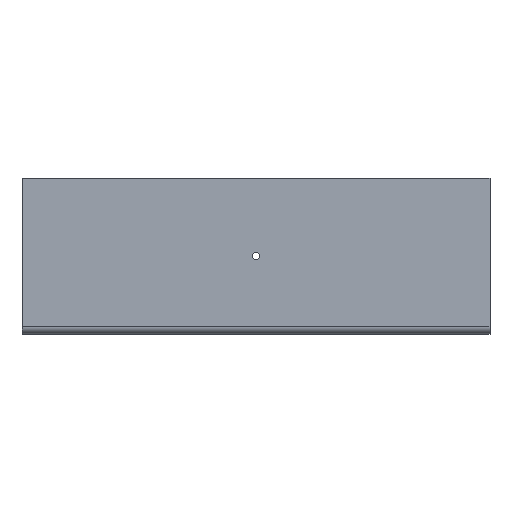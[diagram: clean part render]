
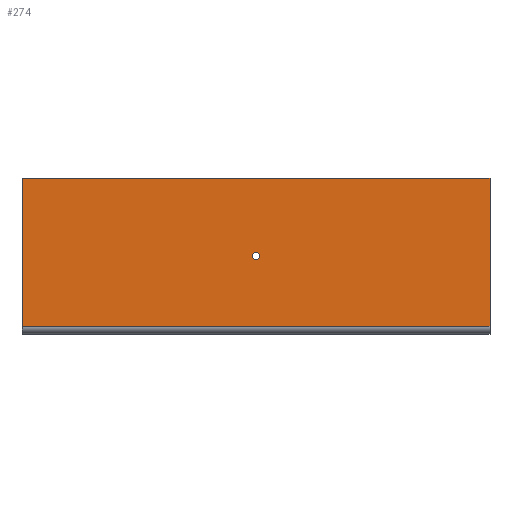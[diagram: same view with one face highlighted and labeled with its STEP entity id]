
A CAD part, left-side view. The second image highlights one B-rep face of the part: STEP entity #274.
In plain terms, the highlighted planar face has unit normal (-1, 0, 0).
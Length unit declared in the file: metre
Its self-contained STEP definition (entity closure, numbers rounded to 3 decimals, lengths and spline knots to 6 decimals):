
#25=CIRCLE('',#305,0.0025);
#47=ORIENTED_EDGE('',*,*,#113,.T.);
#48=ORIENTED_EDGE('',*,*,#110,.F.);
#49=ORIENTED_EDGE('',*,*,#112,.F.);
#50=ORIENTED_EDGE('',*,*,#106,.T.);
#51=ORIENTED_EDGE('',*,*,#114,.T.);
#106=EDGE_CURVE('',#138,#140,#162,.T.);
#110=EDGE_CURVE('',#144,#142,#166,.T.);
#112=EDGE_CURVE('',#138,#144,#168,.T.);
#113=EDGE_CURVE('',#145,#145,#25,.F.);
#114=EDGE_CURVE('',#140,#142,#169,.T.);
#138=VERTEX_POINT('',#412);
#140=VERTEX_POINT('',#416);
#142=VERTEX_POINT('',#421);
#144=VERTEX_POINT('',#425);
#145=VERTEX_POINT('',#432);
#162=LINE('',#417,#186);
#166=LINE('',#426,#190);
#168=LINE('',#429,#192);
#169=LINE('',#433,#193);
#186=VECTOR('',#335,1.);
#190=VECTOR('',#341,1.);
#192=VECTOR('',#345,1.);
#193=VECTOR('',#350,1.);
#210=EDGE_LOOP('',(#47));
#211=EDGE_LOOP('',(#48,#49,#50,#51));
#236=FACE_BOUND('',#210,.T.);
#237=FACE_BOUND('',#211,.T.);
#262=PLANE('',#304);
#274=ADVANCED_FACE('',(#236,#237),#262,.T.);
#304=AXIS2_PLACEMENT_3D('',#430,#346,#347);
#305=AXIS2_PLACEMENT_3D('',#431,#348,#349);
#335=DIRECTION('',(0.,0.,-1.));
#341=DIRECTION('',(0.,0.,-1.));
#345=DIRECTION('',(0.,-1.,0.));
#346=DIRECTION('',(-1.,0.,0.));
#347=DIRECTION('',(0.,0.,1.));
#348=DIRECTION('',(-1.,0.,0.));
#349=DIRECTION('',(0.,0.,1.));
#350=DIRECTION('',(0.,-1.,0.));
#412=CARTESIAN_POINT('',(0.,0.,0.1));
#416=CARTESIAN_POINT('',(0.,0.,0.005));
#417=CARTESIAN_POINT('',(0.,0.,0.05));
#421=CARTESIAN_POINT('',(0.,-0.3,0.005));
#425=CARTESIAN_POINT('',(0.,-0.3,0.1));
#426=CARTESIAN_POINT('',(0.,-0.3,0.05));
#429=CARTESIAN_POINT('',(0.,0.,0.1));
#430=CARTESIAN_POINT('',(0.,0.,0.05));
#431=CARTESIAN_POINT('',(0.,-0.15,0.05));
#432=CARTESIAN_POINT('',(0.,-0.15,0.0525));
#433=CARTESIAN_POINT('',(0.,0.,0.005));
